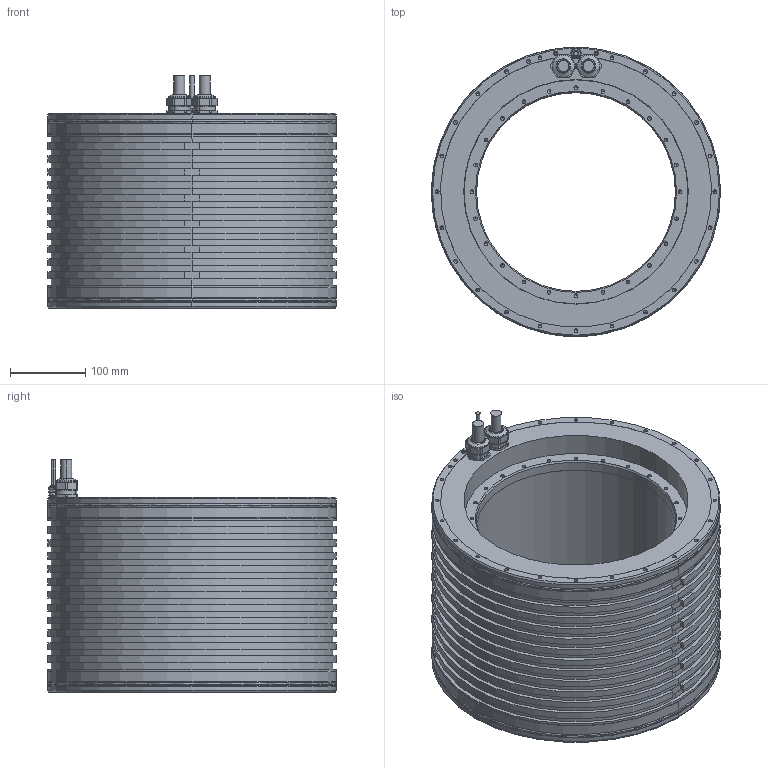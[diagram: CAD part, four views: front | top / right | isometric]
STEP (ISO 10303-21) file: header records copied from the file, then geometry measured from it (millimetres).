
FILE_DESCRIPTION((''),'2;1');
FILE_NAME('PRT0001','2016-06-03T',('CH5795'),(''),'PRO/ENGINEER BY PARAMETRIC TECHNOLOGY CORPORATION, 2014000','PRO/ENGINEER BY PARAMETRIC TECHNOLOGY CORPORATION, 2014000','');
FILE_SCHEMA(('CONFIG_CONTROL_DESIGN'));
Length unit declared in the file: millimetre
Products named in the file (1): PRT0001
Bounding box: 385 x 385 x 309.8 mm (x, y, z)
Volume: 14286351.8 mm3; surface area: 1256721.9 mm2
Topology: 4 solids, 16 shells, 922 faces, 2254 edges, 1291 vertices
Faces by surface type: cylinder 407, cone 266, plane 165, torus 72, revolution 8, sphere 4
Entity records: 32766 total; most frequent: CARTESIAN_POINT 5032, DIRECTION 4942, ORIENTED_EDGE 4120, EDGE_CURVE 2060, AXIS2_PLACEMENT_3D 2026, VERTEX_POINT 1291, CIRCLE 1112, EDGE_LOOP 1073
